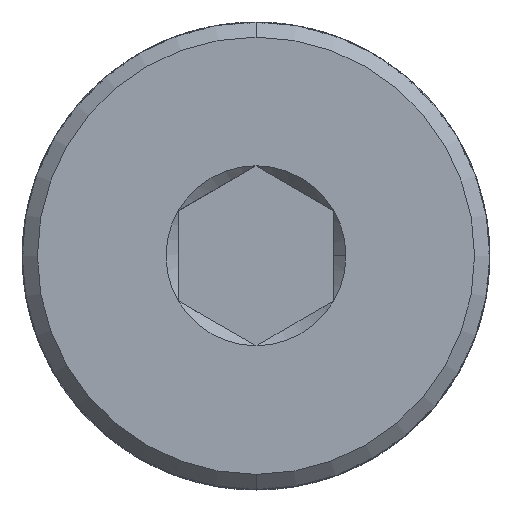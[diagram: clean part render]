
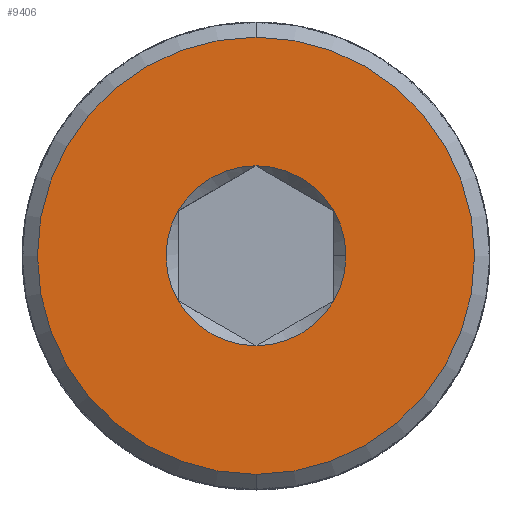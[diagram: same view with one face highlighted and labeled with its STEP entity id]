
A CAD part, top view. The second image highlights one B-rep face of the part: STEP entity #9406.
In plain terms, the highlighted planar face has unit normal (0, 0, 1).
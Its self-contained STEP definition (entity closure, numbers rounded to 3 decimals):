
#28 = CIRCLE ( 'NONE', #4822, 2.805 ) ;
#72 = VERTEX_POINT ( 'NONE', #428 ) ;
#124 = DIRECTION ( 'NONE',  ( 0., 0., 1. ) ) ;
#252 = VERTEX_POINT ( 'NONE', #11421 ) ;
#369 = EDGE_CURVE ( 'NONE', #2191, #2654, #3935, .T. ) ;
#428 = CARTESIAN_POINT ( 'NONE',  ( 0., 2.805, 0. ) ) ;
#461 = AXIS2_PLACEMENT_3D ( 'NONE', #5497, #9611, #12933 ) ;
#906 = ORIENTED_EDGE ( 'NONE', *, *, #12932, .F. ) ;
#907 = CARTESIAN_POINT ( 'NONE',  ( 0., -2.805, 0. ) ) ;
#1276 = DIRECTION ( 'NONE',  ( 0., 0., 1. ) ) ;
#1476 = DIRECTION ( 'NONE',  ( 1., 0., 0. ) ) ;
#1495 = AXIS2_PLACEMENT_3D ( 'NONE', #9942, #2522, #1476 ) ;
#1578 = DIRECTION ( 'NONE',  ( 0., -1., 0. ) ) ;
#1821 = ORIENTED_EDGE ( 'NONE', *, *, #6070, .F. ) ;
#1832 = VERTEX_POINT ( 'NONE', #4528 ) ;
#1854 = CARTESIAN_POINT ( 'NONE',  ( 0., 0., 0. ) ) ;
#1890 = DIRECTION ( 'NONE',  ( 1., 0., 0. ) ) ;
#2191 = VERTEX_POINT ( 'NONE', #11463 ) ;
#2522 = DIRECTION ( 'NONE',  ( 0., 0., 1. ) ) ;
#2587 = AXIS2_PLACEMENT_3D ( 'NONE', #4365, #1276, #8723 ) ;
#2654 = VERTEX_POINT ( 'NONE', #5973 ) ;
#2789 = EDGE_LOOP ( 'NONE', ( #12270, #906, #8305, #10683, #1821, #7305, #4765 ) ) ;
#2934 = CARTESIAN_POINT ( 'NONE',  ( 0., 0., 0. ) ) ;
#2952 = DIRECTION ( 'NONE',  ( 1., 0., 0. ) ) ;
#2960 = ORIENTED_EDGE ( 'NONE', *, *, #9410, .T. ) ;
#3053 = CARTESIAN_POINT ( 'NONE',  ( 0., 1.155, 0. ) ) ;
#3059 = AXIS2_PLACEMENT_3D ( 'NONE', #13787, #9575, #3510 ) ;
#3407 = DIRECTION ( 'NONE',  ( 1., 0., 0. ) ) ;
#3429 = CIRCLE ( 'NONE', #5339, 1.155 ) ;
#3510 = DIRECTION ( 'NONE',  ( 0., -1., 0. ) ) ;
#3552 = CARTESIAN_POINT ( 'NONE',  ( 0., 0., 0. ) ) ;
#3935 = CIRCLE ( 'NONE', #9047, 1.155 ) ;
#3970 = DIRECTION ( 'NONE',  ( 0., -1., 0. ) ) ;
#4365 = CARTESIAN_POINT ( 'NONE',  ( 0., 0., 0. ) ) ;
#4410 = DIRECTION ( 'NONE',  ( 1., 0., 0. ) ) ;
#4473 = VERTEX_POINT ( 'NONE', #907 ) ;
#4528 = CARTESIAN_POINT ( 'NONE',  ( -1., -0.577, 0. ) ) ;
#4722 = DIRECTION ( 'NONE',  ( 0., 0., 1. ) ) ;
#4728 = EDGE_CURVE ( 'NONE', #13156, #8499, #13144, .T. ) ;
#4765 = ORIENTED_EDGE ( 'NONE', *, *, #8220, .F. ) ;
#4822 = AXIS2_PLACEMENT_3D ( 'NONE', #1854, #5994, #3970 ) ;
#4897 = CIRCLE ( 'NONE', #8812, 1.155 ) ;
#4919 = CARTESIAN_POINT ( 'NONE',  ( 0., 0., 0. ) ) ;
#4941 = CIRCLE ( 'NONE', #6450, 2.805 ) ;
#5208 = CIRCLE ( 'NONE', #1495, 1.155 ) ;
#5339 = AXIS2_PLACEMENT_3D ( 'NONE', #4919, #13459, #2952 ) ;
#5497 = CARTESIAN_POINT ( 'NONE',  ( 0., 0., 0. ) ) ;
#5973 = CARTESIAN_POINT ( 'NONE',  ( 1., 0.577, 0. ) ) ;
#5994 = DIRECTION ( 'NONE',  ( 0., 0., 1. ) ) ;
#6070 = EDGE_CURVE ( 'NONE', #2654, #12374, #5208, .T. ) ;
#6104 = CARTESIAN_POINT ( 'NONE',  ( 1., -0.577, 0. ) ) ;
#6450 = AXIS2_PLACEMENT_3D ( 'NONE', #3552, #4722, #1578 ) ;
#6856 = EDGE_CURVE ( 'NONE', #72, #4473, #28, .T. ) ;
#7153 = CIRCLE ( 'NONE', #461, 1.155 ) ;
#7305 = ORIENTED_EDGE ( 'NONE', *, *, #369, .F. ) ;
#7354 = EDGE_LOOP ( 'NONE', ( #12911, #2960 ) ) ;
#8220 = EDGE_CURVE ( 'NONE', #8499, #2191, #7153, .T. ) ;
#8305 = ORIENTED_EDGE ( 'NONE', *, *, #11105, .F. ) ;
#8499 = VERTEX_POINT ( 'NONE', #6104 ) ;
#8550 = CARTESIAN_POINT ( 'NONE',  ( 0., 0., 0. ) ) ;
#8621 = CARTESIAN_POINT ( 'NONE',  ( 0., 0., 0. ) ) ;
#8723 = DIRECTION ( 'NONE',  ( 1., 0., 0. ) ) ;
#8812 = AXIS2_PLACEMENT_3D ( 'NONE', #8550, #124, #3407 ) ;
#9047 = AXIS2_PLACEMENT_3D ( 'NONE', #8621, #10846, #4410 ) ;
#9406 = ADVANCED_FACE ( 'NONE', ( #13240, #10274 ), #9530, .T. ) ;
#9410 = EDGE_CURVE ( 'NONE', #4473, #72, #4941, .T. ) ;
#9513 = DIRECTION ( 'NONE',  ( 0., 0., 1. ) ) ;
#9530 = PLANE ( 'NONE',  #3059 ) ;
#9575 = DIRECTION ( 'NONE',  ( 0., 0., 1. ) ) ;
#9611 = DIRECTION ( 'NONE',  ( 0., 0., 1. ) ) ;
#9942 = CARTESIAN_POINT ( 'NONE',  ( 0., 0., 0. ) ) ;
#10167 = AXIS2_PLACEMENT_3D ( 'NONE', #2934, #9513, #1890 ) ;
#10274 = FACE_OUTER_BOUND ( 'NONE', #7354, .T. ) ;
#10683 = ORIENTED_EDGE ( 'NONE', *, *, #11963, .F. ) ;
#10846 = DIRECTION ( 'NONE',  ( 0., 0., 1. ) ) ;
#11105 = EDGE_CURVE ( 'NONE', #252, #1832, #4897, .T. ) ;
#11421 = CARTESIAN_POINT ( 'NONE',  ( -1., 0.577, 0. ) ) ;
#11463 = CARTESIAN_POINT ( 'NONE',  ( 1.155, 0., 0. ) ) ;
#11963 = EDGE_CURVE ( 'NONE', #12374, #252, #12777, .T. ) ;
#11996 = CARTESIAN_POINT ( 'NONE',  ( 0., -1.155, 0. ) ) ;
#12270 = ORIENTED_EDGE ( 'NONE', *, *, #4728, .F. ) ;
#12374 = VERTEX_POINT ( 'NONE', #3053 ) ;
#12777 = CIRCLE ( 'NONE', #10167, 1.155 ) ;
#12911 = ORIENTED_EDGE ( 'NONE', *, *, #6856, .T. ) ;
#12932 = EDGE_CURVE ( 'NONE', #1832, #13156, #3429, .T. ) ;
#12933 = DIRECTION ( 'NONE',  ( 1., 0., 0. ) ) ;
#13144 = CIRCLE ( 'NONE', #2587, 1.155 ) ;
#13156 = VERTEX_POINT ( 'NONE', #11996 ) ;
#13240 = FACE_BOUND ( 'NONE', #2789, .T. ) ;
#13459 = DIRECTION ( 'NONE',  ( 0., 0., 1. ) ) ;
#13787 = CARTESIAN_POINT ( 'NONE',  ( 0., 0., 0. ) ) ;
